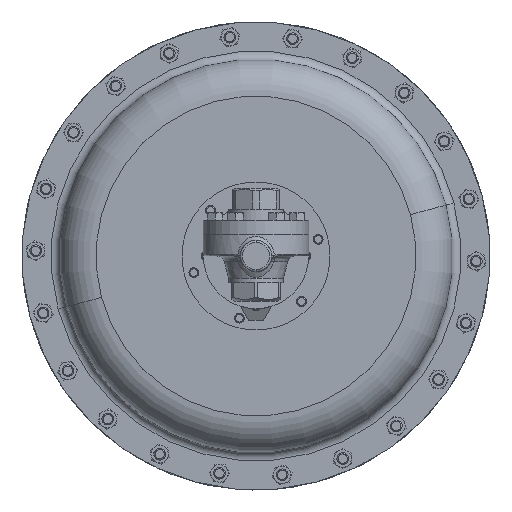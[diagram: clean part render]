
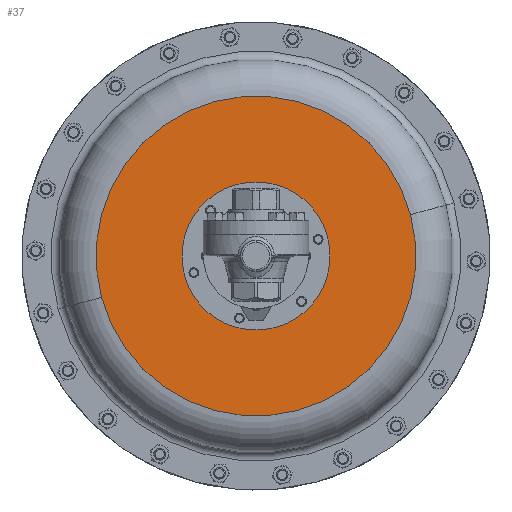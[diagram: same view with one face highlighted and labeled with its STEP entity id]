
A CAD part, front view. The second image highlights one B-rep face of the part: STEP entity #37.
In plain terms, the highlighted planar face has unit normal (0, -1, 0).
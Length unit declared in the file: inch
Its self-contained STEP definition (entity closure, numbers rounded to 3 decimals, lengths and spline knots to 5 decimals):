
#37 = ADVANCED_FACE ( 'NONE', ( #16654, #17604 ), #9759, .T. ) ;
#2341 = ORIENTED_EDGE ( 'NONE', *, *, #33928, .T. ) ;
#2586 = ORIENTED_EDGE ( 'NONE', *, *, #20200, .F. ) ;
#3940 = CARTESIAN_POINT ( 'NONE',  ( 3.22809, 8.96145, 5.33411 ) ) ;
#5495 = CARTESIAN_POINT ( 'NONE',  ( 1.54871, 8.96145, 3.65473 ) ) ;
#6374 = CARTESIAN_POINT ( 'NONE',  ( 1.54871, 8.96145, 3.65473 ) ) ;
#7084 = DIRECTION ( 'NONE',  ( 0., -1., 0. ) ) ;
#8153 = DIRECTION ( 'NONE',  ( -0.707, 0., -0.707 ) ) ;
#9044 = DIRECTION ( 'NONE',  ( 0.966, 0., 0.259 ) ) ;
#9759 = PLANE ( 'NONE',  #23513 ) ;
#9832 = CARTESIAN_POINT ( 'NONE',  ( 1.54871, 8.96145, 3.65473 ) ) ;
#10478 = EDGE_CURVE ( 'NONE', #22796, #14595, #15871, .T. ) ;
#11017 = CARTESIAN_POINT ( 'NONE',  ( 6.49908, 8.96145, 4.98118 ) ) ;
#12461 = DIRECTION ( 'NONE',  ( -0.707, 0., -0.707 ) ) ;
#14595 = VERTEX_POINT ( 'NONE', #21374 ) ;
#15205 = CARTESIAN_POINT ( 'NONE',  ( 1.54871, 8.96145, 3.65473 ) ) ;
#15338 = EDGE_CURVE ( 'NONE', #29717, #21261, #26352, .T. ) ;
#15378 = AXIS2_PLACEMENT_3D ( 'NONE', #15205, #33614, #17864 ) ;
#15871 = CIRCLE ( 'NONE', #23829, 2.375 ) ;
#16622 = CIRCLE ( 'NONE', #26895, 2.375 ) ;
#16654 = FACE_OUTER_BOUND ( 'NONE', #20778, .T. ) ;
#17604 = FACE_BOUND ( 'NONE', #31759, .T. ) ;
#17864 = DIRECTION ( 'NONE',  ( 0.966, 0., 0.259 ) ) ;
#19732 = ORIENTED_EDGE ( 'NONE', *, *, #10478, .T. ) ;
#20200 = EDGE_CURVE ( 'NONE', #21261, #29717, #22497, .T. ) ;
#20778 = EDGE_LOOP ( 'NONE', ( #2586, #30585 ) ) ;
#21261 = VERTEX_POINT ( 'NONE', #11017 ) ;
#21374 = CARTESIAN_POINT ( 'NONE',  ( -0.13067, 8.96145, 1.97535 ) ) ;
#22497 = CIRCLE ( 'NONE', #30693, 5.125 ) ;
#22796 = VERTEX_POINT ( 'NONE', #3940 ) ;
#22855 = DIRECTION ( 'NONE',  ( -0.966, 0., -0.259 ) ) ;
#23513 = AXIS2_PLACEMENT_3D ( 'NONE', #32975, #7084, #22855 ) ;
#23829 = AXIS2_PLACEMENT_3D ( 'NONE', #9832, #28220, #12461 ) ;
#23956 = DIRECTION ( 'NONE',  ( 0., 1., 0. ) ) ;
#24832 = DIRECTION ( 'NONE',  ( 0., 1., 0. ) ) ;
#26352 = CIRCLE ( 'NONE', #15378, 5.125 ) ;
#26895 = AXIS2_PLACEMENT_3D ( 'NONE', #5495, #23956, #8153 ) ;
#28220 = DIRECTION ( 'NONE',  ( 0., 1., 0. ) ) ;
#29717 = VERTEX_POINT ( 'NONE', #30345 ) ;
#30345 = CARTESIAN_POINT ( 'NONE',  ( -3.40166, 8.96145, 2.32829 ) ) ;
#30585 = ORIENTED_EDGE ( 'NONE', *, *, #15338, .F. ) ;
#30693 = AXIS2_PLACEMENT_3D ( 'NONE', #6374, #24832, #9044 ) ;
#31759 = EDGE_LOOP ( 'NONE', ( #19732, #2341 ) ) ;
#32975 = CARTESIAN_POINT ( 'NONE',  ( 2.87516, 8.96145, -1.29564 ) ) ;
#33614 = DIRECTION ( 'NONE',  ( 0., 1., 0. ) ) ;
#33928 = EDGE_CURVE ( 'NONE', #14595, #22796, #16622, .T. ) ;
